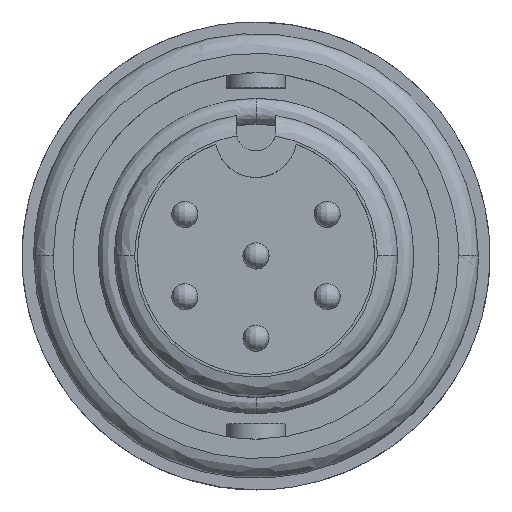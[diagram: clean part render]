
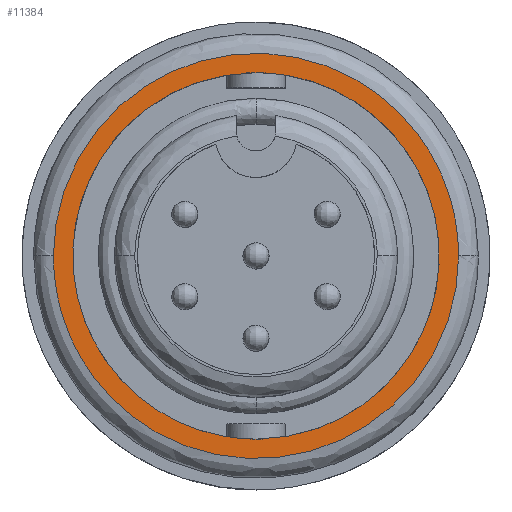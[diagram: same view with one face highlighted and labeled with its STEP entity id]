
A CAD part, top view. The second image highlights one B-rep face of the part: STEP entity #11384.
In plain terms, the highlighted planar face has unit normal (0, 0, 1).
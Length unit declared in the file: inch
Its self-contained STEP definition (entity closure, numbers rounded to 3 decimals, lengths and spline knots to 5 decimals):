
#643 = CARTESIAN_POINT ( 'NONE',  ( 0.22231, 0.17084, -0.13158 ) ) ;
#769 = CARTESIAN_POINT ( 'NONE',  ( -0.03639, -0.278, -0.13158 ) ) ;
#836 = CARTESIAN_POINT ( 'NONE',  ( -0.14001, 0.24291, -0.13158 ) ) ;
#1484 = EDGE_LOOP ( 'NONE', ( #2553, #2284 ) ) ;
#1718 = VERTEX_POINT ( 'NONE', #3101 ) ;
#1861 = CARTESIAN_POINT ( 'NONE',  ( 0., -0.278, -0.13158 ) ) ;
#2043 = CARTESIAN_POINT ( 'NONE',  ( 0.27076, 0.07277, -0.13158 ) ) ;
#2183 = CARTESIAN_POINT ( 'NONE',  ( -0.14001, -0.24291, -0.13158 ) ) ;
#2284 = ORIENTED_EDGE ( 'NONE', *, *, #15401, .F. ) ;
#2553 = ORIENTED_EDGE ( 'NONE', *, *, #4821, .F. ) ;
#2739 = ORIENTED_EDGE ( 'NONE', *, *, #7461, .F. ) ;
#3101 = CARTESIAN_POINT ( 'NONE',  ( 0., 0.278, -0.13158 ) ) ;
#3270 = CARTESIAN_POINT ( 'NONE',  ( -0.3075, 0.615, -0.13158 ) ) ;
#3395 = CARTESIAN_POINT ( 'NONE',  ( 0.14001, -0.24291, -0.13158 ) ) ;
#3456 = CARTESIAN_POINT ( 'NONE',  ( 0.03639, 0.278, -0.13158 ) ) ;
#3580 = CARTESIAN_POINT ( 'NONE',  ( -0.22231, -0.17084, -0.13158 ) ) ;
#3990 = B_SPLINE_CURVE_WITH_KNOTS ( 'NONE', 3,
 ( #1861, #11775, #14656, #3395, #4801, #13237, #16070, #6196, #17473, #11905, #2043, #10473, #643, #9065, #7631, #16127, #3456, #6256 ),
 .UNSPECIFIED., .F., .F.,
 ( 4, 2, 2, 2, 2, 2, 2, 2, 4 ),
 ( 0., 0.125, 0.25, 0.375, 0.5, 0.625, 0.75, 0.875, 1. ),
 .UNSPECIFIED. ) ;
#4247 = CARTESIAN_POINT ( 'NONE',  ( 0.3075, 0., -0.13158 ) ) ;
#4801 = CARTESIAN_POINT ( 'NONE',  ( 0.17084, -0.22231, -0.13158 ) ) ;
#4821 = EDGE_CURVE ( 'NONE', #16197, #15090, #8852, .T. ) ;
#4989 = CARTESIAN_POINT ( 'NONE',  ( -0.27076, -0.07277, -0.13158 ) ) ;
#5060 =( BOUNDED_CURVE ( )  B_SPLINE_CURVE ( 3, ( #8043, #9479, #6671, #16533 ),
 .UNSPECIFIED., .F., .F. ) 
 B_SPLINE_CURVE_WITH_KNOTS ( ( 4, 4 ),
 ( 0., 1. ),
 .UNSPECIFIED. ) 
 CURVE ( )  GEOMETRIC_REPRESENTATION_ITEM ( )  RATIONAL_B_SPLINE_CURVE ( ( 1., 0.333, 0.333, 1. ) ) 
 REPRESENTATION_ITEM ( '' )  );
#6196 = CARTESIAN_POINT ( 'NONE',  ( 0.27076, -0.07277, -0.13158 ) ) ;
#6256 = CARTESIAN_POINT ( 'NONE',  ( 0., 0.278, -0.13158 ) ) ;
#6376 = CARTESIAN_POINT ( 'NONE',  ( -0.278, 0.03639, -0.13158 ) ) ;
#6613 = CARTESIAN_POINT ( 'NONE',  ( 0.3075, 0.615, -0.13158 ) ) ;
#6671 = CARTESIAN_POINT ( 'NONE',  ( -0.3075, -0.615, -0.13158 ) ) ;
#7232 = DIRECTION ( 'NONE',  ( 0., 0., -1. ) ) ;
#7461 = EDGE_CURVE ( 'NONE', #12440, #1718, #3990, .T. ) ;
#7508 = B_SPLINE_CURVE_WITH_KNOTS ( 'NONE', 3,
 ( #17367, #13245, #10664, #836, #9249, #17667, #7818, #16258, #6376, #14845, #4989, #13429, #3580, #12034, #2183, #10599, #769, #9193 ),
 .UNSPECIFIED., .F., .F.,
 ( 4, 2, 2, 2, 2, 2, 2, 2, 4 ),
 ( 0., 0.125, 0.25, 0.375, 0.5, 0.625, 0.75, 0.875, 1. ),
 .UNSPECIFIED. ) ;
#7575 = CARTESIAN_POINT ( 'NONE',  ( 0.3075, 0., -0.13158 ) ) ;
#7631 = CARTESIAN_POINT ( 'NONE',  ( 0.14001, 0.24291, -0.13158 ) ) ;
#7818 = CARTESIAN_POINT ( 'NONE',  ( -0.24291, 0.14001, -0.13158 ) ) ;
#8043 = CARTESIAN_POINT ( 'NONE',  ( 0.3075, 0., -0.13158 ) ) ;
#8852 =( BOUNDED_CURVE ( )  B_SPLINE_CURVE ( 3, ( #18208, #3270, #6613, #4247 ),
 .UNSPECIFIED., .F., .T. ) 
 B_SPLINE_CURVE_WITH_KNOTS ( ( 4, 4 ),
 ( 0., 1. ),
 .UNSPECIFIED. ) 
 CURVE ( )  GEOMETRIC_REPRESENTATION_ITEM ( )  RATIONAL_B_SPLINE_CURVE ( ( 1., 0.333, 0.333, 1. ) ) 
 REPRESENTATION_ITEM ( '' )  );
#9065 = CARTESIAN_POINT ( 'NONE',  ( 0.17084, 0.22231, -0.13158 ) ) ;
#9128 = CARTESIAN_POINT ( 'NONE',  ( -0.3075, 0., -0.13158 ) ) ;
#9193 = CARTESIAN_POINT ( 'NONE',  ( 0., -0.278, -0.13158 ) ) ;
#9249 = CARTESIAN_POINT ( 'NONE',  ( -0.17084, 0.22231, -0.13158 ) ) ;
#9479 = CARTESIAN_POINT ( 'NONE',  ( 0.3075, -0.615, -0.13158 ) ) ;
#10473 = CARTESIAN_POINT ( 'NONE',  ( 0.24291, 0.14001, -0.13158 ) ) ;
#10599 = CARTESIAN_POINT ( 'NONE',  ( -0.07277, -0.27076, -0.13158 ) ) ;
#10664 = CARTESIAN_POINT ( 'NONE',  ( -0.07277, 0.27076, -0.13158 ) ) ;
#11384 = ADVANCED_FACE ( 'NONE', ( #14204, #17928 ), #15849, .F. ) ;
#11690 = EDGE_CURVE ( 'NONE', #1718, #12440, #7508, .T. ) ;
#11775 = CARTESIAN_POINT ( 'NONE',  ( 0.03639, -0.278, -0.13158 ) ) ;
#11905 = CARTESIAN_POINT ( 'NONE',  ( 0.278, 0.03639, -0.13158 ) ) ;
#12034 = CARTESIAN_POINT ( 'NONE',  ( -0.17084, -0.22231, -0.13158 ) ) ;
#12440 = VERTEX_POINT ( 'NONE', #12738 ) ;
#12738 = CARTESIAN_POINT ( 'NONE',  ( 0., -0.278, -0.13158 ) ) ;
#13237 = CARTESIAN_POINT ( 'NONE',  ( 0.22231, -0.17084, -0.13158 ) ) ;
#13245 = CARTESIAN_POINT ( 'NONE',  ( -0.03639, 0.278, -0.13158 ) ) ;
#13429 = CARTESIAN_POINT ( 'NONE',  ( -0.24291, -0.14001, -0.13158 ) ) ;
#13464 = AXIS2_PLACEMENT_3D ( 'NONE', #17082, #7232, #15677 ) ;
#14204 = FACE_OUTER_BOUND ( 'NONE', #1484, .T. ) ;
#14229 = EDGE_LOOP ( 'NONE', ( #2739, #17109 ) ) ;
#14656 = CARTESIAN_POINT ( 'NONE',  ( 0.07277, -0.27076, -0.13158 ) ) ;
#14845 = CARTESIAN_POINT ( 'NONE',  ( -0.278, -0.03639, -0.13158 ) ) ;
#15090 = VERTEX_POINT ( 'NONE', #7575 ) ;
#15401 = EDGE_CURVE ( 'NONE', #15090, #16197, #5060, .T. ) ;
#15677 = DIRECTION ( 'NONE',  ( 0., 1., 0. ) ) ;
#15849 = PLANE ( 'NONE',  #13464 ) ;
#16070 = CARTESIAN_POINT ( 'NONE',  ( 0.24291, -0.14001, -0.13158 ) ) ;
#16127 = CARTESIAN_POINT ( 'NONE',  ( 0.07277, 0.27076, -0.13158 ) ) ;
#16197 = VERTEX_POINT ( 'NONE', #9128 ) ;
#16258 = CARTESIAN_POINT ( 'NONE',  ( -0.27076, 0.07277, -0.13158 ) ) ;
#16533 = CARTESIAN_POINT ( 'NONE',  ( -0.3075, 0., -0.13158 ) ) ;
#17082 = CARTESIAN_POINT ( 'NONE',  ( 0., 0., -0.13158 ) ) ;
#17109 = ORIENTED_EDGE ( 'NONE', *, *, #11690, .F. ) ;
#17367 = CARTESIAN_POINT ( 'NONE',  ( 0., 0.278, -0.13158 ) ) ;
#17473 = CARTESIAN_POINT ( 'NONE',  ( 0.278, -0.03639, -0.13158 ) ) ;
#17667 = CARTESIAN_POINT ( 'NONE',  ( -0.22231, 0.17084, -0.13158 ) ) ;
#17928 = FACE_BOUND ( 'NONE', #14229, .T. ) ;
#18208 = CARTESIAN_POINT ( 'NONE',  ( -0.3075, 0., -0.13158 ) ) ;
